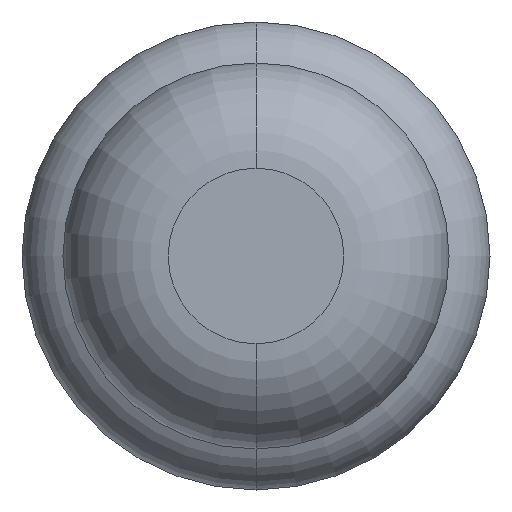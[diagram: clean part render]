
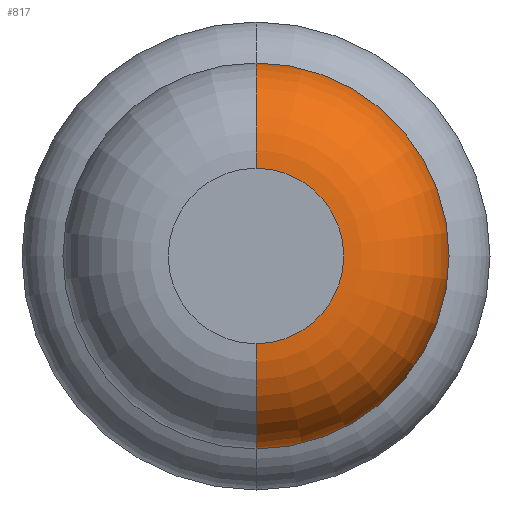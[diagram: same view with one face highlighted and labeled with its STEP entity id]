
A CAD part, front view. The second image highlights one B-rep face of the part: STEP entity #817.
In plain terms, the highlighted toroidal (fillet/blend) face has major radius 0.375 mm and minor radius 0.45 mm.
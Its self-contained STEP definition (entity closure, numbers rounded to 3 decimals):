
#4 = EDGE_CURVE ( 'NONE', #2438, #1991, #76, .T. ) ;
#33 = CARTESIAN_POINT ( 'NONE',  ( 0., -28.55, -0.375 ) ) ;
#76 = CIRCLE ( 'NONE', #1796, 0.45 ) ;
#305 = VERTEX_POINT ( 'NONE', #1836 ) ;
#320 = EDGE_CURVE ( 'Defeature ausgef�hrt1_8+Defeature ausgef�hrt1_7+Defeature ausgef�hrt1_7+Defeature ausgef�hrt1_7', #793, #2438, #3126, .T. ) ;
#689 = CARTESIAN_POINT ( 'NONE',  ( 0., -28.55, 0. ) ) ;
#793 = VERTEX_POINT ( 'NONE', #1031 ) ;
#812 = DIRECTION ( 'NONE',  ( 0., 0., 1. ) ) ;
#817 = ADVANCED_FACE ( 'Defeature ausgef�hrt1_8', ( #1176 ), #3191, .T. ) ;
#1031 = CARTESIAN_POINT ( 'NONE',  ( 0., -29., 0.375 ) ) ;
#1062 = DIRECTION ( 'NONE',  ( 0., 0., 1. ) ) ;
#1176 = FACE_OUTER_BOUND ( 'NONE', #3211, .T. ) ;
#1341 = EDGE_CURVE ( 'Defeature ausgef�hrt1_9+Defeature ausgef�hrt1_8+Defeature ausgef�hrt1_8+Defeature ausgef�hrt1_8', #305, #1991, #2862, .T. ) ;
#1359 = AXIS2_PLACEMENT_3D ( 'NONE', #1520, #1861, #812 ) ;
#1520 = CARTESIAN_POINT ( 'NONE',  ( 0., -29., 0. ) ) ;
#1796 = AXIS2_PLACEMENT_3D ( 'NONE', #33, #3252, #3624 ) ;
#1836 = CARTESIAN_POINT ( 'NONE',  ( 0., -28.55, 0.825 ) ) ;
#1839 = EDGE_CURVE ( 'NONE', #793, #305, #3713, .T. ) ;
#1861 = DIRECTION ( 'NONE',  ( 0., 1., 0. ) ) ;
#1991 = VERTEX_POINT ( 'NONE', #2503 ) ;
#2437 = CARTESIAN_POINT ( 'NONE',  ( 0., -28.55, 0.375 ) ) ;
#2438 = VERTEX_POINT ( 'NONE', #4589 ) ;
#2503 = CARTESIAN_POINT ( 'NONE',  ( 0., -28.55, -0.825 ) ) ;
#2862 = CIRCLE ( 'NONE', #3862, 0.825 ) ;
#3097 = DIRECTION ( 'NONE',  ( -1., 0., 0. ) ) ;
#3126 = CIRCLE ( 'NONE', #1359, 0.375 ) ;
#3191 = TOROIDAL_SURFACE ( 'NONE', #3610, 0.375, 0.45 ) ;
#3211 = EDGE_LOOP ( 'NONE', ( #4440, #4063, #3670, #4211 ) ) ;
#3252 = DIRECTION ( 'NONE',  ( 1., 0., 0. ) ) ;
#3511 = DIRECTION ( 'NONE',  ( 0., 1., 0. ) ) ;
#3529 = CARTESIAN_POINT ( 'NONE',  ( 0., -28.55, 0. ) ) ;
#3610 = AXIS2_PLACEMENT_3D ( 'NONE', #689, #3511, #1062 ) ;
#3624 = DIRECTION ( 'NONE',  ( 0., 0., -1. ) ) ;
#3670 = ORIENTED_EDGE ( 'NONE', *, *, #1341, .F. ) ;
#3713 = CIRCLE ( 'NONE', #3928, 0.45 ) ;
#3839 = DIRECTION ( 'NONE',  ( 0., 0., 1. ) ) ;
#3862 = AXIS2_PLACEMENT_3D ( 'NONE', #3529, #4611, #3897 ) ;
#3897 = DIRECTION ( 'NONE',  ( 0., 0., 1. ) ) ;
#3928 = AXIS2_PLACEMENT_3D ( 'NONE', #2437, #3097, #3839 ) ;
#4063 = ORIENTED_EDGE ( 'NONE', *, *, #4, .T. ) ;
#4211 = ORIENTED_EDGE ( 'NONE', *, *, #1839, .F. ) ;
#4440 = ORIENTED_EDGE ( 'NONE', *, *, #320, .T. ) ;
#4589 = CARTESIAN_POINT ( 'NONE',  ( 0., -29., -0.375 ) ) ;
#4611 = DIRECTION ( 'NONE',  ( 0., 1., 0. ) ) ;
